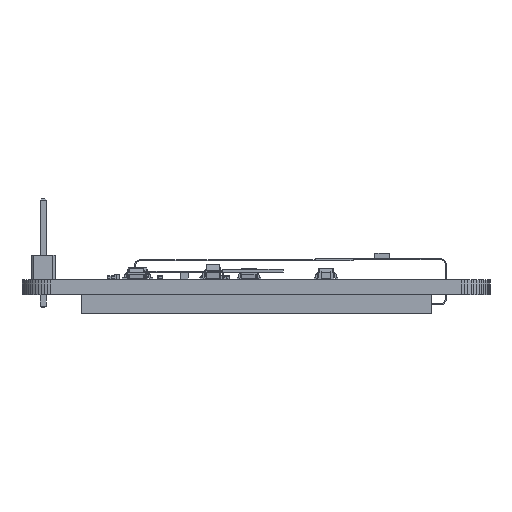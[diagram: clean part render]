
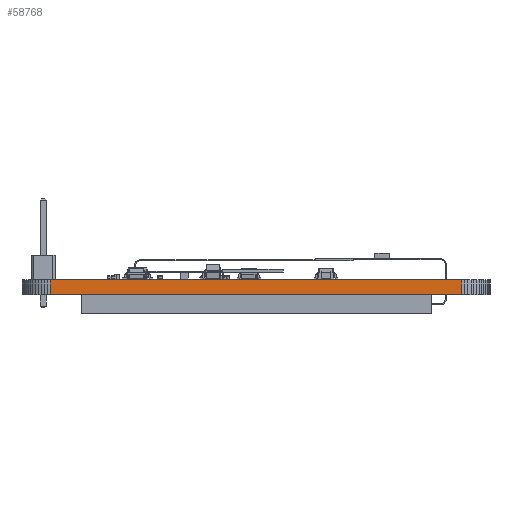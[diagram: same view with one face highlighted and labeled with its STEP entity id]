
A CAD part, left-side view. The second image highlights one B-rep face of the part: STEP entity #58768.
In plain terms, the highlighted planar face has unit normal (-1, 0, 0).
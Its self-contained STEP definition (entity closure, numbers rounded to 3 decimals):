
#52503 = PLANE('',#52504);
#52504 = AXIS2_PLACEMENT_3D('',#52505,#52506,#52507);
#52505 = CARTESIAN_POINT('',(82.805,-84.287,1.58));
#52506 = DIRECTION('',(-0.,-0.,-1.));
#52507 = DIRECTION('',(-1.,0.,0.));
#52557 = PLANE('',#52558);
#52558 = AXIS2_PLACEMENT_3D('',#52559,#52560,#52561);
#52559 = CARTESIAN_POINT('',(82.805,-84.287,0.));
#52560 = DIRECTION('',(-0.,-0.,-1.));
#52561 = DIRECTION('',(-1.,0.,0.));
#53842 = VERTEX_POINT('',#53843);
#53843 = CARTESIAN_POINT('',(51.55,-106.04,0.));
#53857 = PLANE('',#53858);
#53858 = AXIS2_PLACEMENT_3D('',#53859,#53860,#53861);
#53859 = CARTESIAN_POINT('',(51.569,-106.376,0.));
#53860 = DIRECTION('',(-0.998,-0.056,0.));
#53861 = DIRECTION('',(-0.056,0.998,0.));
#53869 = EDGE_CURVE('',#53842,#53870,#53872,.T.);
#53870 = VERTEX_POINT('',#53871);
#53871 = CARTESIAN_POINT('',(51.55,-62.536,0.));
#53872 = SURFACE_CURVE('',#53873,(#53877,#53884),.PCURVE_S1.);
#53873 = LINE('',#53874,#53875);
#53874 = CARTESIAN_POINT('',(51.55,-106.04,0.));
#53875 = VECTOR('',#53876,1.);
#53876 = DIRECTION('',(0.,1.,0.));
#53877 = PCURVE('',#52557,#53878);
#53878 = DEFINITIONAL_REPRESENTATION('',(#53879),#53883);
#53879 = LINE('',#53880,#53881);
#53880 = CARTESIAN_POINT('',(31.254,-21.753));
#53881 = VECTOR('',#53882,1.);
#53882 = DIRECTION('',(0.,1.));
#53883 = ( GEOMETRIC_REPRESENTATION_CONTEXT(2) 
PARAMETRIC_REPRESENTATION_CONTEXT() REPRESENTATION_CONTEXT('2D SPACE',''
  ) );
#53884 = PCURVE('',#53885,#53890);
#53885 = PLANE('',#53886);
#53886 = AXIS2_PLACEMENT_3D('',#53887,#53888,#53889);
#53887 = CARTESIAN_POINT('',(51.55,-106.04,0.));
#53888 = DIRECTION('',(-1.,0.,0.));
#53889 = DIRECTION('',(0.,1.,0.));
#53890 = DEFINITIONAL_REPRESENTATION('',(#53891),#53895);
#53891 = LINE('',#53892,#53893);
#53892 = CARTESIAN_POINT('',(0.,0.));
#53893 = VECTOR('',#53894,1.);
#53894 = DIRECTION('',(1.,0.));
#53895 = ( GEOMETRIC_REPRESENTATION_CONTEXT(2) 
PARAMETRIC_REPRESENTATION_CONTEXT() REPRESENTATION_CONTEXT('2D SPACE',''
  ) );
#53913 = PLANE('',#53914);
#53914 = AXIS2_PLACEMENT_3D('',#53915,#53916,#53917);
#53915 = CARTESIAN_POINT('',(51.55,-62.536,0.));
#53916 = DIRECTION('',(-0.998,0.056,0.));
#53917 = DIRECTION('',(0.056,0.998,0.));
#56506 = VERTEX_POINT('',#56507);
#56507 = CARTESIAN_POINT('',(51.55,-106.04,1.58));
#56528 = EDGE_CURVE('',#56506,#56529,#56531,.T.);
#56529 = VERTEX_POINT('',#56530);
#56530 = CARTESIAN_POINT('',(51.55,-62.536,1.58));
#56531 = SURFACE_CURVE('',#56532,(#56536,#56543),.PCURVE_S1.);
#56532 = LINE('',#56533,#56534);
#56533 = CARTESIAN_POINT('',(51.55,-106.04,1.58));
#56534 = VECTOR('',#56535,1.);
#56535 = DIRECTION('',(0.,1.,0.));
#56536 = PCURVE('',#52503,#56537);
#56537 = DEFINITIONAL_REPRESENTATION('',(#56538),#56542);
#56538 = LINE('',#56539,#56540);
#56539 = CARTESIAN_POINT('',(31.254,-21.753));
#56540 = VECTOR('',#56541,1.);
#56541 = DIRECTION('',(0.,1.));
#56542 = ( GEOMETRIC_REPRESENTATION_CONTEXT(2) 
PARAMETRIC_REPRESENTATION_CONTEXT() REPRESENTATION_CONTEXT('2D SPACE',''
  ) );
#56543 = PCURVE('',#53885,#56544);
#56544 = DEFINITIONAL_REPRESENTATION('',(#56545),#56549);
#56545 = LINE('',#56546,#56547);
#56546 = CARTESIAN_POINT('',(0.,-1.58));
#56547 = VECTOR('',#56548,1.);
#56548 = DIRECTION('',(1.,0.));
#56549 = ( GEOMETRIC_REPRESENTATION_CONTEXT(2) 
PARAMETRIC_REPRESENTATION_CONTEXT() REPRESENTATION_CONTEXT('2D SPACE',''
  ) );
#58718 = EDGE_CURVE('',#53870,#56529,#58719,.T.);
#58719 = SURFACE_CURVE('',#58720,(#58724,#58731),.PCURVE_S1.);
#58720 = LINE('',#58721,#58722);
#58721 = CARTESIAN_POINT('',(51.55,-62.536,0.));
#58722 = VECTOR('',#58723,1.);
#58723 = DIRECTION('',(0.,0.,1.));
#58724 = PCURVE('',#53913,#58725);
#58725 = DEFINITIONAL_REPRESENTATION('',(#58726),#58730);
#58726 = LINE('',#58727,#58728);
#58727 = CARTESIAN_POINT('',(0.,0.));
#58728 = VECTOR('',#58729,1.);
#58729 = DIRECTION('',(0.,-1.));
#58730 = ( GEOMETRIC_REPRESENTATION_CONTEXT(2) 
PARAMETRIC_REPRESENTATION_CONTEXT() REPRESENTATION_CONTEXT('2D SPACE',''
  ) );
#58731 = PCURVE('',#53885,#58732);
#58732 = DEFINITIONAL_REPRESENTATION('',(#58733),#58737);
#58733 = LINE('',#58734,#58735);
#58734 = CARTESIAN_POINT('',(43.504,0.));
#58735 = VECTOR('',#58736,1.);
#58736 = DIRECTION('',(0.,-1.));
#58737 = ( GEOMETRIC_REPRESENTATION_CONTEXT(2) 
PARAMETRIC_REPRESENTATION_CONTEXT() REPRESENTATION_CONTEXT('2D SPACE',''
  ) );
#58768 = ADVANCED_FACE('',(#58769),#53885,.T.);
#58769 = FACE_BOUND('',#58770,.T.);
#58770 = EDGE_LOOP('',(#58771,#58792,#58793,#58794));
#58771 = ORIENTED_EDGE('',*,*,#58772,.T.);
#58772 = EDGE_CURVE('',#53842,#56506,#58773,.T.);
#58773 = SURFACE_CURVE('',#58774,(#58778,#58785),.PCURVE_S1.);
#58774 = LINE('',#58775,#58776);
#58775 = CARTESIAN_POINT('',(51.55,-106.04,0.));
#58776 = VECTOR('',#58777,1.);
#58777 = DIRECTION('',(0.,0.,1.));
#58778 = PCURVE('',#53885,#58779);
#58779 = DEFINITIONAL_REPRESENTATION('',(#58780),#58784);
#58780 = LINE('',#58781,#58782);
#58781 = CARTESIAN_POINT('',(0.,0.));
#58782 = VECTOR('',#58783,1.);
#58783 = DIRECTION('',(0.,-1.));
#58784 = ( GEOMETRIC_REPRESENTATION_CONTEXT(2) 
PARAMETRIC_REPRESENTATION_CONTEXT() REPRESENTATION_CONTEXT('2D SPACE',''
  ) );
#58785 = PCURVE('',#53857,#58786);
#58786 = DEFINITIONAL_REPRESENTATION('',(#58787),#58791);
#58787 = LINE('',#58788,#58789);
#58788 = CARTESIAN_POINT('',(0.336,0.));
#58789 = VECTOR('',#58790,1.);
#58790 = DIRECTION('',(0.,-1.));
#58791 = ( GEOMETRIC_REPRESENTATION_CONTEXT(2) 
PARAMETRIC_REPRESENTATION_CONTEXT() REPRESENTATION_CONTEXT('2D SPACE',''
  ) );
#58792 = ORIENTED_EDGE('',*,*,#56528,.T.);
#58793 = ORIENTED_EDGE('',*,*,#58718,.F.);
#58794 = ORIENTED_EDGE('',*,*,#53869,.F.);
